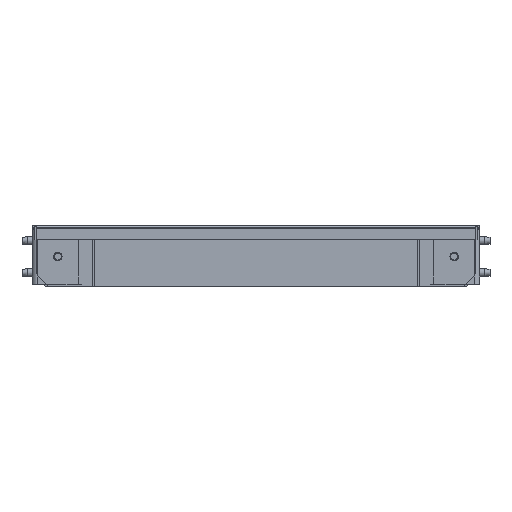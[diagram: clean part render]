
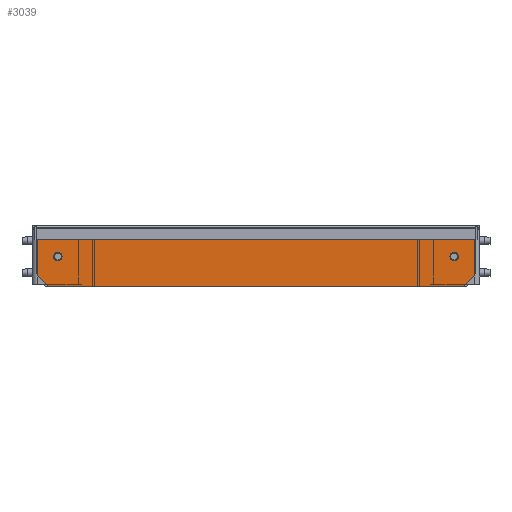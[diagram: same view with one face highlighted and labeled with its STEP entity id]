
A CAD part, front view. The second image highlights one B-rep face of the part: STEP entity #3039.
In plain terms, the highlighted planar face has unit normal (0, -1, 0).
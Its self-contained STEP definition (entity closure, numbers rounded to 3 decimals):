
#3039=ADVANCED_FACE('',(#5806,#5807,#5808),#5809,.T.);
#5806=FACE_BOUND('',#8486,.T.);
#5807=FACE_BOUND('',#8487,.T.);
#5808=FACE_OUTER_BOUND('',#8488,.T.);
#5809=PLANE('',#8489);
#8486=EDGE_LOOP('',(#15341,#15342));
#8487=EDGE_LOOP('',(#15343,#15344));
#8488=EDGE_LOOP('',(#15345,#15346,#15347,#15348,#15349,#15350));
#8489=AXIS2_PLACEMENT_3D('',#15351,#15352,#15353);
#15341=ORIENTED_EDGE('',*,*,#17504,.T.);
#15342=ORIENTED_EDGE('',*,*,#18582,.T.);
#15343=ORIENTED_EDGE('',*,*,#17499,.T.);
#15344=ORIENTED_EDGE('',*,*,#18586,.T.);
#15345=ORIENTED_EDGE('',*,*,#18590,.T.);
#15346=ORIENTED_EDGE('',*,*,#18593,.T.);
#15347=ORIENTED_EDGE('',*,*,#18594,.T.);
#15348=ORIENTED_EDGE('',*,*,#18544,.T.);
#15349=ORIENTED_EDGE('',*,*,#18595,.F.);
#15350=ORIENTED_EDGE('',*,*,#18564,.T.);
#15351=CARTESIAN_POINT('',(11.0,46.0,41.125));
#15352=DIRECTION('',(0.0,-1.0,0.0));
#15353=DIRECTION('',(0.0,0.0,-1.0));
#17499=EDGE_CURVE('',#21069,#21066,#21070,.T.);
#17504=EDGE_CURVE('',#21078,#21075,#21079,.T.);
#18544=EDGE_CURVE('',#22646,#22644,#22647,.T.);
#18564=EDGE_CURVE('',#22677,#22675,#22678,.T.);
#18582=EDGE_CURVE('',#21075,#21078,#22702,.T.);
#18586=EDGE_CURVE('',#21066,#21069,#22706,.T.);
#18590=EDGE_CURVE('',#22675,#22709,#22712,.T.);
#18593=EDGE_CURVE('',#22709,#22715,#22716,.T.);
#18594=EDGE_CURVE('',#22715,#22646,#22717,.T.);
#18595=EDGE_CURVE('',#22677,#22644,#22718,.T.);
#21066=VERTEX_POINT('',#25828);
#21069=VERTEX_POINT('',#25832);
#21070=CIRCLE('',#25833,3.3);
#21075=VERTEX_POINT('',#25839);
#21078=VERTEX_POINT('',#25843);
#21079=CIRCLE('',#25844,3.3);
#22644=VERTEX_POINT('',#28179);
#22646=VERTEX_POINT('',#28181);
#22647=LINE('',#28182,#28183);
#22675=VERTEX_POINT('',#28222);
#22677=VERTEX_POINT('',#28225);
#22678=LINE('',#28226,#28227);
#22702=CIRCLE('',#28256,3.3);
#22706=CIRCLE('',#28260,3.3);
#22709=VERTEX_POINT('',#28263);
#22712=LINE('',#28267,#28268);
#22715=VERTEX_POINT('',#28272);
#22716=LINE('',#28273,#28274);
#22717=LINE('',#28275,#28276);
#22718=LINE('',#28277,#28278);
#25828=CARTESIAN_POINT('',(31.3,46.0,23.5));
#25832=CARTESIAN_POINT('',(24.7,46.0,23.5));
#25833=AXIS2_PLACEMENT_3D('',#30597,#30598,#30599);
#25839=CARTESIAN_POINT('',(341.3,46.0,23.5));
#25843=CARTESIAN_POINT('',(334.7,46.0,23.5));
#25844=AXIS2_PLACEMENT_3D('',#30605,#30606,#30607);
#28179=CARTESIAN_POINT('',(355.0,46.0,45.5));
#28181=CARTESIAN_POINT('',(355.0,46.0,10.0));
#28182=CARTESIAN_POINT('',(355.0,46.0,22.75));
#28183=VECTOR('',#31408,1.0);
#28222=CARTESIAN_POINT('',(11.0,46.0,10.0));
#28225=CARTESIAN_POINT('',(11.0,46.0,45.5));
#28226=CARTESIAN_POINT('',(11.0,46.0,22.75));
#28227=VECTOR('',#31433,1.0);
#28256=AXIS2_PLACEMENT_3D('',#31463,#31464,#31465);
#28260=AXIS2_PLACEMENT_3D('',#31469,#31470,#31471);
#28263=CARTESIAN_POINT('',(21.0,46.0,0.0));
#28267=CARTESIAN_POINT('',(5.87,46.0,15.13));
#28268=VECTOR('',#31473,1.0);
#28272=CARTESIAN_POINT('',(345.0,46.0,0.0));
#28273=CARTESIAN_POINT('',(183.0,46.0,0.0));
#28274=VECTOR('',#31475,1.0);
#28275=CARTESIAN_POINT('',(274.13,46.0,-70.87));
#28276=VECTOR('',#31476,1.0);
#28277=CARTESIAN_POINT('',(11.0,46.0,45.5));
#28278=VECTOR('',#31477,1.0);
#30597=CARTESIAN_POINT('',(28.0,46.0,23.5));
#30598=DIRECTION('',(-0.0,1.0,0.0));
#30599=DIRECTION('',(1.0,0.0,0.0));
#30605=CARTESIAN_POINT('',(338.0,46.0,23.5));
#30606=DIRECTION('',(-0.0,1.0,0.0));
#30607=DIRECTION('',(1.0,0.0,0.0));
#31408=DIRECTION('',(0.0,0.0,1.0));
#31433=DIRECTION('',(0.0,0.0,-1.0));
#31463=CARTESIAN_POINT('',(338.0,46.0,23.5));
#31464=DIRECTION('',(-0.0,1.0,0.0));
#31465=DIRECTION('',(1.0,0.0,0.0));
#31469=CARTESIAN_POINT('',(28.0,46.0,23.5));
#31470=DIRECTION('',(-0.0,1.0,0.0));
#31471=DIRECTION('',(1.0,0.0,0.0));
#31473=DIRECTION('',(0.707,0.0,-0.707));
#31475=DIRECTION('',(1.0,0.0,0.0));
#31476=DIRECTION('',(0.707,0.0,0.707));
#31477=DIRECTION('',(1.0,0.0,0.0));
